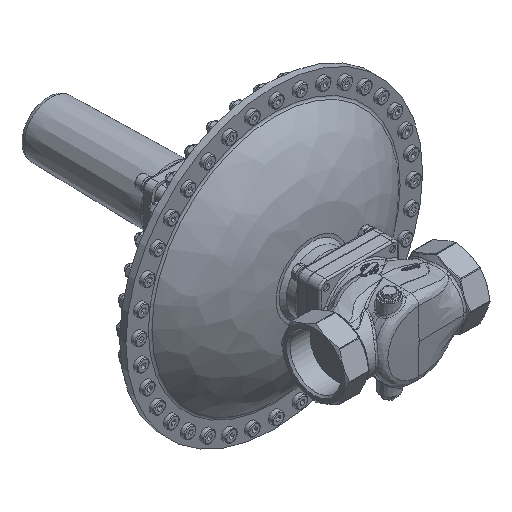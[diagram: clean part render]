
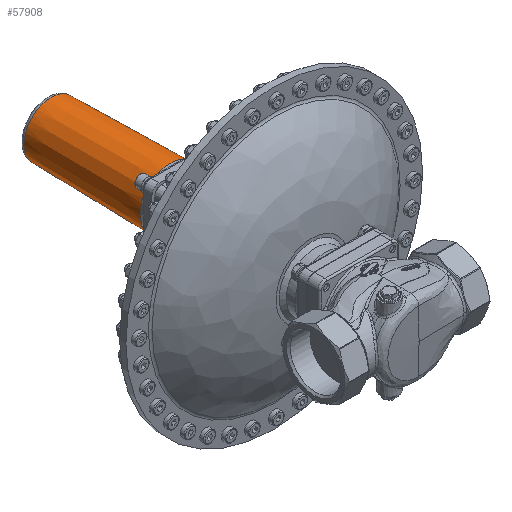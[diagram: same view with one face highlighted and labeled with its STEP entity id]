
A CAD part, isometric view. The second image highlights one B-rep face of the part: STEP entity #57908.
In plain terms, the highlighted conical face has half-angle 1 degrees and reference radius 33 mm.
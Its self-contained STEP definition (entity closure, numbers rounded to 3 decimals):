
#920=CONICAL_SURFACE('',#64317,33.,0.017);
#5952=B_SPLINE_CURVE_WITH_KNOTS('',3,(#139209,#139210,#139211,#139212,#139213,
#139214),.UNSPECIFIED.,.F.,.F.,(4,1,1,4),(-3.142,-2.244,
-0.449,0.),.UNSPECIFIED.);
#5953=B_SPLINE_CURVE_WITH_KNOTS('',3,(#139218,#139219,#139220,#139221,#139222,
#139223,#139224),.UNSPECIFIED.,.F.,.F.,(4,1,1,1,4),(-3.142,-2.244,
-0.449,1.346,3.142),.UNSPECIFIED.);
#5954=B_SPLINE_CURVE_WITH_KNOTS('',3,(#139228,#139229,#139230,#139231,#139232,
#139233,#139234),.UNSPECIFIED.,.F.,.F.,(4,1,1,1,4),(-3.142,-2.244,
-0.449,1.346,3.142),.UNSPECIFIED.);
#5955=B_SPLINE_CURVE_WITH_KNOTS('',3,(#139238,#139239,#139240,#139241,#139242,
#139243,#139244),.UNSPECIFIED.,.F.,.F.,(4,1,1,1,4),(-3.142,-2.244,
-0.449,1.346,3.142),.UNSPECIFIED.);
#5956=B_SPLINE_CURVE_WITH_KNOTS('',3,(#139247,#139248,#139249,#139250,#139251),
 .UNSPECIFIED.,.F.,.F.,(4,1,4),(0.,1.346,3.142),
 .UNSPECIFIED.);
#9690=FACE_OUTER_BOUND('',#13388,.T.);
#13388=EDGE_LOOP('',(#53307,#53308,#53309,#53310,#53311,#53312,#53313,#53314,
#53315,#53316,#53317,#53318,#53319));
#16553=CIRCLE('',#64314,30.45);
#16555=CIRCLE('',#64316,30.45);
#16556=CIRCLE('',#64318,32.743);
#16557=CIRCLE('',#64319,32.743);
#16558=CIRCLE('',#64320,32.743);
#16559=CIRCLE('',#64321,32.743);
#18857=LINE('',#139207,#21137);
#21137=VECTOR('',#79310,33.);
#26759=VERTEX_POINT('',#139200);
#26760=VERTEX_POINT('',#139201);
#26761=VERTEX_POINT('',#139206);
#26762=VERTEX_POINT('',#139208);
#26763=VERTEX_POINT('',#139215);
#26764=VERTEX_POINT('',#139217);
#26765=VERTEX_POINT('',#139225);
#26766=VERTEX_POINT('',#139227);
#26767=VERTEX_POINT('',#139235);
#26768=VERTEX_POINT('',#139237);
#26769=VERTEX_POINT('',#139245);
#35637=EDGE_CURVE('',#26759,#26760,#16553,.T.);
#35639=EDGE_CURVE('',#26760,#26759,#16555,.T.);
#35640=EDGE_CURVE('',#26759,#26761,#18857,.T.);
#35641=EDGE_CURVE('',#26762,#26761,#5952,.T.);
#35642=EDGE_CURVE('',#26763,#26762,#16556,.T.);
#35643=EDGE_CURVE('',#26764,#26763,#5953,.T.);
#35644=EDGE_CURVE('',#26765,#26764,#16557,.T.);
#35645=EDGE_CURVE('',#26766,#26765,#5954,.T.);
#35646=EDGE_CURVE('',#26767,#26766,#16558,.T.);
#35647=EDGE_CURVE('',#26768,#26767,#5955,.T.);
#35648=EDGE_CURVE('',#26769,#26768,#16559,.T.);
#35649=EDGE_CURVE('',#26761,#26769,#5956,.T.);
#53307=ORIENTED_EDGE('',*,*,#35637,.F.);
#53308=ORIENTED_EDGE('',*,*,#35640,.T.);
#53309=ORIENTED_EDGE('',*,*,#35641,.F.);
#53310=ORIENTED_EDGE('',*,*,#35642,.F.);
#53311=ORIENTED_EDGE('',*,*,#35643,.F.);
#53312=ORIENTED_EDGE('',*,*,#35644,.F.);
#53313=ORIENTED_EDGE('',*,*,#35645,.F.);
#53314=ORIENTED_EDGE('',*,*,#35646,.F.);
#53315=ORIENTED_EDGE('',*,*,#35647,.F.);
#53316=ORIENTED_EDGE('',*,*,#35648,.F.);
#53317=ORIENTED_EDGE('',*,*,#35649,.F.);
#53318=ORIENTED_EDGE('',*,*,#35640,.F.);
#53319=ORIENTED_EDGE('',*,*,#35639,.F.);
#57908=ADVANCED_FACE('',(#9690),#920,.T.);
#64314=AXIS2_PLACEMENT_3D('',#139202,#79302,#79303);
#64316=AXIS2_PLACEMENT_3D('',#139204,#79306,#79307);
#64317=AXIS2_PLACEMENT_3D('',#139205,#79308,#79309);
#64318=AXIS2_PLACEMENT_3D('',#139216,#79311,#79312);
#64319=AXIS2_PLACEMENT_3D('',#139226,#79313,#79314);
#64320=AXIS2_PLACEMENT_3D('',#139236,#79315,#79316);
#64321=AXIS2_PLACEMENT_3D('',#139246,#79317,#79318);
#79302=DIRECTION('center_axis',(0.,1.,0.));
#79303=DIRECTION('ref_axis',(1.,0.,0.));
#79306=DIRECTION('center_axis',(0.,1.,0.));
#79307=DIRECTION('ref_axis',(1.,0.,0.));
#79308=DIRECTION('center_axis',(0.,-1.,0.));
#79309=DIRECTION('ref_axis',(1.,0.,0.));
#79310=DIRECTION('',(-0.017,-1.,0.));
#79311=DIRECTION('center_axis',(0.,-1.,0.));
#79312=DIRECTION('ref_axis',(1.,0.,0.));
#79313=DIRECTION('center_axis',(0.,-1.,0.));
#79314=DIRECTION('ref_axis',(1.,0.,0.));
#79315=DIRECTION('center_axis',(0.,-1.,0.));
#79316=DIRECTION('ref_axis',(1.,0.,0.));
#79317=DIRECTION('center_axis',(0.,-1.,0.));
#79318=DIRECTION('ref_axis',(1.,0.,0.));
#139200=CARTESIAN_POINT('',(-30.45,372.159,0.));
#139201=CARTESIAN_POINT('',(0.,372.159,-30.45));
#139202=CARTESIAN_POINT('Origin',(0.,372.159,
0.));
#139204=CARTESIAN_POINT('Origin',(0.,372.159,
0.));
#139205=CARTESIAN_POINT('Origin',(0.,226.072,
0.));
#139206=CARTESIAN_POINT('',(-32.755,240.081,0.));
#139207=CARTESIAN_POINT('',(-33.,226.072,0.));
#139208=CARTESIAN_POINT('',(-29.372,240.81,14.471));
#139209=CARTESIAN_POINT('Ctrl Pts',(-29.372,240.81,14.471));
#139210=CARTESIAN_POINT('Ctrl Pts',(-30.003,240.81,
13.189));
#139211=CARTESIAN_POINT('Ctrl Pts',(-31.648,240.583,
9.225));
#139212=CARTESIAN_POINT('Ctrl Pts',(-32.639,240.121,
4.286));
#139213=CARTESIAN_POINT('Ctrl Pts',(-32.755,240.079,
0.715));
#139214=CARTESIAN_POINT('Ctrl Pts',(-32.755,240.081,
0.));
#139215=CARTESIAN_POINT('',(-14.471,240.81,29.372));
#139216=CARTESIAN_POINT('Origin',(0.,240.81,
0.));
#139217=CARTESIAN_POINT('',(14.471,240.81,29.372));
#139218=CARTESIAN_POINT('Ctrl Pts',(14.471,240.81,29.372));
#139219=CARTESIAN_POINT('Ctrl Pts',(13.189,240.81,30.003));
#139220=CARTESIAN_POINT('Ctrl Pts',(9.225,240.583,31.648));
#139221=CARTESIAN_POINT('Ctrl Pts',(2.17,239.923,33.063));
#139222=CARTESIAN_POINT('Ctrl Pts',(-6.464,240.238,32.492));
#139223=CARTESIAN_POINT('Ctrl Pts',(-11.907,240.81,
30.634));
#139224=CARTESIAN_POINT('Ctrl Pts',(-14.471,240.81,
29.372));
#139225=CARTESIAN_POINT('',(29.372,240.81,14.471));
#139226=CARTESIAN_POINT('Origin',(0.,240.81,
0.));
#139227=CARTESIAN_POINT('',(29.372,240.81,-14.471));
#139228=CARTESIAN_POINT('Ctrl Pts',(29.372,240.81,-14.471));
#139229=CARTESIAN_POINT('Ctrl Pts',(30.003,240.81,-13.189));
#139230=CARTESIAN_POINT('Ctrl Pts',(31.648,240.583,-9.225));
#139231=CARTESIAN_POINT('Ctrl Pts',(33.063,239.923,-2.17));
#139232=CARTESIAN_POINT('Ctrl Pts',(32.492,240.238,6.464));
#139233=CARTESIAN_POINT('Ctrl Pts',(30.634,240.81,11.907));
#139234=CARTESIAN_POINT('Ctrl Pts',(29.372,240.81,14.471));
#139235=CARTESIAN_POINT('',(14.471,240.81,-29.372));
#139236=CARTESIAN_POINT('Origin',(0.,240.81,
0.));
#139237=CARTESIAN_POINT('',(-14.471,240.81,-29.372));
#139238=CARTESIAN_POINT('Ctrl Pts',(-14.471,240.81,
-29.372));
#139239=CARTESIAN_POINT('Ctrl Pts',(-13.189,240.81,
-30.003));
#139240=CARTESIAN_POINT('Ctrl Pts',(-9.225,240.583,-31.648));
#139241=CARTESIAN_POINT('Ctrl Pts',(-2.17,239.923,
-33.063));
#139242=CARTESIAN_POINT('Ctrl Pts',(6.464,240.238,-32.492));
#139243=CARTESIAN_POINT('Ctrl Pts',(11.907,240.81,-30.634));
#139244=CARTESIAN_POINT('Ctrl Pts',(14.471,240.81,-29.372));
#139245=CARTESIAN_POINT('',(-29.372,240.81,-14.471));
#139246=CARTESIAN_POINT('Origin',(0.,240.81,
0.));
#139247=CARTESIAN_POINT('Ctrl Pts',(-32.755,240.081,
0.));
#139248=CARTESIAN_POINT('Ctrl Pts',(-32.755,240.086,
-2.143));
#139249=CARTESIAN_POINT('Ctrl Pts',(-32.26,240.31,
-7.145));
#139250=CARTESIAN_POINT('Ctrl Pts',(-30.634,240.81,
-11.907));
#139251=CARTESIAN_POINT('Ctrl Pts',(-29.372,240.81,
-14.471));
